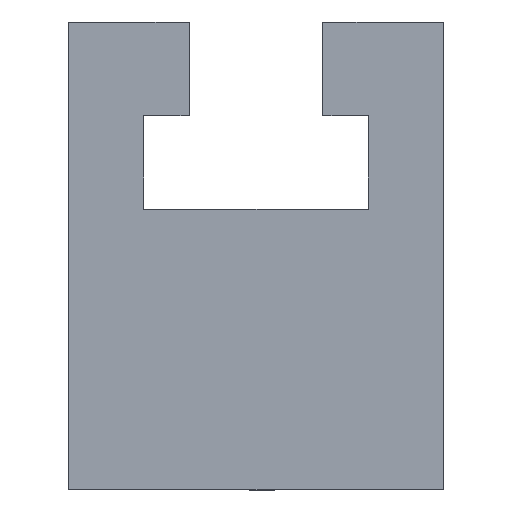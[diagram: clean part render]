
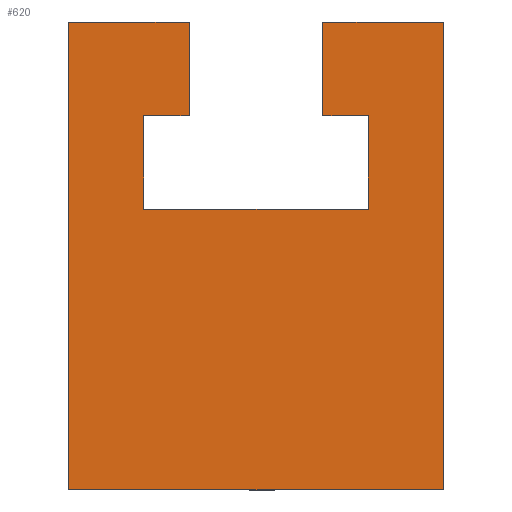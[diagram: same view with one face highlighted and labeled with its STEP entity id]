
A CAD part, left-side view. The second image highlights one B-rep face of the part: STEP entity #620.
In plain terms, the highlighted planar face has unit normal (-1, 0, 0).
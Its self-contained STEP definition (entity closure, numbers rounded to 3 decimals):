
#354=VERTEX_POINT('',#1010);
#384=EDGE_CURVE('',#520,#858,#1042,.T.);
#428=EDGE_CURVE('',#696,#758,#1089,.T.);
#458=EDGE_CURVE('',#700,#502,#1123,.T.);
#502=VERTEX_POINT('',#1173);
#504=EDGE_CURVE('',#502,#782,#1175,.T.);
#520=VERTEX_POINT('',#1193);
#600=EDGE_CURVE('',#722,#700,#1277,.T.);
#620=ADVANCED_FACE('',(#1304),#1305,.F.);
#630=EDGE_CURVE('',#354,#696,#1316,.T.);
#642=VERTEX_POINT('',#1329);
#650=EDGE_CURVE('',#884,#642,#1337,.T.);
#662=EDGE_CURVE('',#758,#934,#1351,.T.);
#666=EDGE_CURVE('',#934,#884,#1355,.T.);
#696=VERTEX_POINT('',#1388);
#700=VERTEX_POINT('',#1392);
#722=VERTEX_POINT('',#1416);
#728=EDGE_CURVE('',#642,#722,#1423,.T.);
#758=VERTEX_POINT('',#1455);
#782=VERTEX_POINT('',#1482);
#826=EDGE_CURVE('',#782,#520,#1532,.T.);
#858=VERTEX_POINT('',#1574);
#884=VERTEX_POINT('',#1605);
#934=VERTEX_POINT('',#1660);
#972=EDGE_CURVE('',#858,#354,#1699,.T.);
#1010=CARTESIAN_POINT('',(-100.0,-20.0,50.));
#1042=LINE('',#1777,#1778);
#1089=LINE('',#1836,#1837);
#1123=LINE('',#1879,#1880);
#1173=CARTESIAN_POINT('',(-100.0,-12.0,30.));
#1175=LINE('',#1949,#1950);
#1193=CARTESIAN_POINT('',(-100.0,-7.15,40.));
#1277=LINE('',#2093,#2094);
#1304=FACE_OUTER_BOUND('',#2128,.T.);
#1305=PLANE('',#2129);
#1316=LINE('',#2144,#2145);
#1329=CARTESIAN_POINT('',(-100.0,7.15,40.));
#1337=LINE('',#2176,#2177);
#1351=LINE('',#2193,#2194);
#1355=LINE('',#2201,#2202);
#1388=CARTESIAN_POINT('',(-100.0,-20.0,0.));
#1392=CARTESIAN_POINT('',(-100.0,12.0,30.));
#1416=CARTESIAN_POINT('',(-100.0,12.0,40.));
#1423=LINE('',#2293,#2294);
#1455=CARTESIAN_POINT('',(-100.0,20.0,0.0));
#1482=CARTESIAN_POINT('',(-100.0,-12.0,40.));
#1532=LINE('',#2439,#2440);
#1574=CARTESIAN_POINT('',(-100.0,-7.15,50.));
#1605=CARTESIAN_POINT('',(-100.0,7.15,50.0));
#1660=CARTESIAN_POINT('',(-100.0,20.0,50.0));
#1699=LINE('',#2667,#2668);
#1777=CARTESIAN_POINT('',(-100.0,-7.15,40.));
#1778=VECTOR('',#2718,1.0);
#1836=CARTESIAN_POINT('',(-100.0,-20.0,0.));
#1837=VECTOR('',#2745,1.0);
#1879=CARTESIAN_POINT('',(-100.0,12.0,30.));
#1880=VECTOR('',#2784,1.0);
#1949=CARTESIAN_POINT('',(-100.0,-12.0,30.));
#1950=VECTOR('',#2871,1.0);
#2093=CARTESIAN_POINT('',(-100.0,12.0,40.));
#2094=VECTOR('',#2955,1.0);
#2128=EDGE_LOOP('',(#2994,#2995,#2996,#2997,#2998,#2999,#3000,#3001,#3002,#3003,#3004,#3005));
#2129=AXIS2_PLACEMENT_3D('',#3006,#3007,#3008);
#2144=CARTESIAN_POINT('',(-100.0,-20.0,50.));
#2145=VECTOR('',#3036,1.0);
#2176=CARTESIAN_POINT('',(-100.0,7.15,50.0));
#2177=VECTOR('',#3052,1.0);
#2193=CARTESIAN_POINT('',(-100.0,20.0,0.0));
#2194=VECTOR('',#3072,1.0);
#2201=CARTESIAN_POINT('',(-100.0,20.0,50.0));
#2202=VECTOR('',#3074,1.0);
#2293=CARTESIAN_POINT('',(-100.0,7.15,40.));
#2294=VECTOR('',#3141,1.0);
#2439=CARTESIAN_POINT('',(-100.0,-12.0,40.));
#2440=VECTOR('',#3270,1.0);
#2667=CARTESIAN_POINT('',(-100.0,-7.15,50.));
#2668=VECTOR('',#3484,1.0);
#2718=DIRECTION('',(0.0,0.0,1.0));
#2745=DIRECTION('',(0.0,1.0,0.0));
#2784=DIRECTION('',(0.0,-1.0,0.0));
#2871=DIRECTION('',(0.0,0.0,1.0));
#2955=DIRECTION('',(0.0,0.0,-1.0));
#2994=ORIENTED_EDGE('',*,*,#662,.F.);
#2995=ORIENTED_EDGE('',*,*,#428,.F.);
#2996=ORIENTED_EDGE('',*,*,#630,.F.);
#2997=ORIENTED_EDGE('',*,*,#972,.F.);
#2998=ORIENTED_EDGE('',*,*,#384,.F.);
#2999=ORIENTED_EDGE('',*,*,#826,.F.);
#3000=ORIENTED_EDGE('',*,*,#504,.F.);
#3001=ORIENTED_EDGE('',*,*,#458,.F.);
#3002=ORIENTED_EDGE('',*,*,#600,.F.);
#3003=ORIENTED_EDGE('',*,*,#728,.F.);
#3004=ORIENTED_EDGE('',*,*,#650,.F.);
#3005=ORIENTED_EDGE('',*,*,#666,.F.);
#3006=CARTESIAN_POINT('',(-100.0,0.,27.122));
#3007=DIRECTION('',(1.0,0.0,0.0));
#3008=DIRECTION('',(0.0,1.0,0.0));
#3036=DIRECTION('',(0.0,0.0,-1.0));
#3052=DIRECTION('',(0.0,0.0,-1.0));
#3072=DIRECTION('',(0.0,0.0,1.0));
#3074=DIRECTION('',(0.0,-1.0,0.0));
#3141=DIRECTION('',(0.0,1.0,0.0));
#3270=DIRECTION('',(0.0,1.0,0.0));
#3484=DIRECTION('',(0.0,-1.0,0.0));
